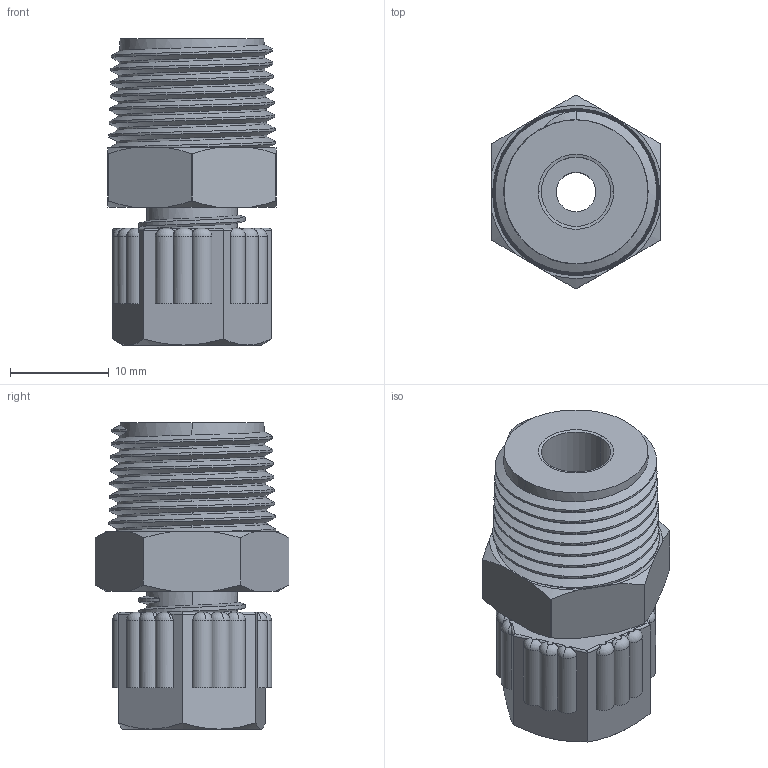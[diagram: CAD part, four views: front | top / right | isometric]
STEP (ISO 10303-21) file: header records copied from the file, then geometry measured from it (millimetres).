
FILE_DESCRIPTION (( 'STEP AP214' ), '1' );
FILE_NAME ('22046848068.STEP', '2020-05-18T11:30:55', ( '' ), ( '' ), 'SwSTEP 2.0', 'SolidWorks 2019', '' );
FILE_SCHEMA (( 'AUTOMOTIVE_DESIGN' ));
Length unit declared in the file: millimetre
Products named in the file (3): 22046848068; 32046848068; 32046148008
Assembly tree (2 placements, depth 2):
  22046848068
    32046848068
    32046148008
Bounding box: 17 x 19.6 x 30.96 mm (x, y, z)
Volume: 4976.8 mm3; surface area: 4145.6 mm2
Topology: 2 solids, 2 shells, 241 faces, 750 edges, 516 vertices
Faces by surface type: cylinder 90, cone 50, torus 50, plane 42, bspline 9
Entity records: 13248 total; most frequent: CARTESIAN_POINT 6932, ORIENTED_EDGE 1496, DIRECTION 1124, EDGE_CURVE 748, VERTEX_POINT 516, AXIS2_PLACEMENT_3D 466, B_SPLINE_CURVE_WITH_KNOTS 275, EDGE_LOOP 250
